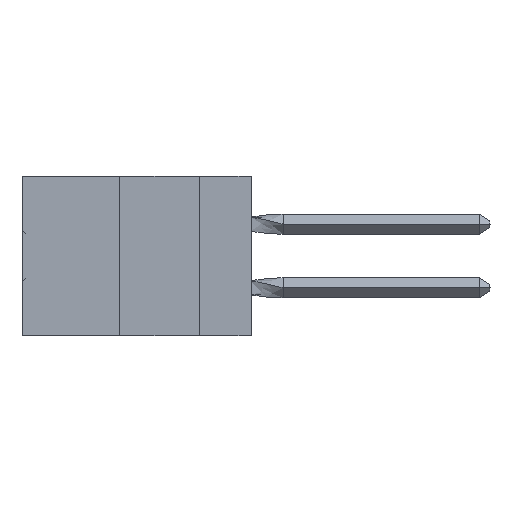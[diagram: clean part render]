
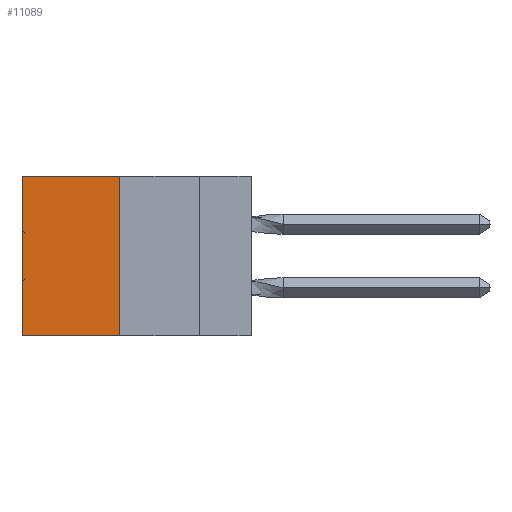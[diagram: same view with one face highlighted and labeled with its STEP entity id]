
A CAD part, left-side view. The second image highlights one B-rep face of the part: STEP entity #11089.
In plain terms, the highlighted planar face has unit normal (-1, 0, 0).
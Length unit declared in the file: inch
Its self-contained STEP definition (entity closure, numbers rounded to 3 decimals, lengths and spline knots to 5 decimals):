
#1638 = FACE_OUTER_BOUND ( 'NONE', #10714, .T. ) ;
#5531 = DIRECTION ( 'NONE',  ( 0., 0., -1. ) ) ;
#7059 = PLANE ( 'NONE',  #31655 ) ;
#7858 = CARTESIAN_POINT ( 'NONE',  ( 0.305, 0.413, 0. ) ) ;
#9670 = EDGE_CURVE ( 'NONE', #17545, #49662, #23947, .T. ) ;
#10714 = EDGE_LOOP ( 'NONE', ( #47131, #28521, #32559, #54249 ) ) ;
#11089 = ADVANCED_FACE ( 'NONE', ( #1638 ), #7059, .F. ) ;
#11726 = DIRECTION ( 'NONE',  ( 1., 0., 0. ) ) ;
#12897 = CARTESIAN_POINT ( 'NONE',  ( 0.305, 0.413, -0.5 ) ) ;
#15455 = DIRECTION ( 'NONE',  ( 0., 0., -1. ) ) ;
#17545 = VERTEX_POINT ( 'NONE', #35983 ) ;
#18329 = CARTESIAN_POINT ( 'NONE',  ( 0.305, 0.72, 0. ) ) ;
#18462 = VECTOR ( 'NONE', #37933, 39.37008 ) ;
#20904 = VECTOR ( 'NONE', #5531, 39.37008 ) ;
#20992 = EDGE_CURVE ( 'NONE', #33173, #40603, #32347, .T. ) ;
#23947 = LINE ( 'NONE', #43632, #32722 ) ;
#28521 = ORIENTED_EDGE ( 'NONE', *, *, #33754, .F. ) ;
#30487 = CARTESIAN_POINT ( 'NONE',  ( 0.305, 0.72, -0.5 ) ) ;
#31655 = AXIS2_PLACEMENT_3D ( 'NONE', #37476, #11726, #15455 ) ;
#32347 = LINE ( 'NONE', #48472, #20904 ) ;
#32559 = ORIENTED_EDGE ( 'NONE', *, *, #9670, .F. ) ;
#32722 = VECTOR ( 'NONE', #41406, 39.37008 ) ;
#32737 = CARTESIAN_POINT ( 'NONE',  ( 0.305, 0.413, -0.5 ) ) ;
#33139 = VECTOR ( 'NONE', #43252, 39.37008 ) ;
#33173 = VERTEX_POINT ( 'NONE', #18329 ) ;
#33754 = EDGE_CURVE ( 'NONE', #49662, #40603, #49457, .T. ) ;
#35983 = CARTESIAN_POINT ( 'NONE',  ( 0.305, 0.413, 0. ) ) ;
#37476 = CARTESIAN_POINT ( 'NONE',  ( 0.305, 0.413, -0.5 ) ) ;
#37933 = DIRECTION ( 'NONE',  ( 0., 1., 0. ) ) ;
#40603 = VERTEX_POINT ( 'NONE', #30487 ) ;
#41406 = DIRECTION ( 'NONE',  ( 0., 0., -1. ) ) ;
#43064 = EDGE_CURVE ( 'NONE', #17545, #33173, #50229, .T. ) ;
#43252 = DIRECTION ( 'NONE',  ( 0., 1., 0. ) ) ;
#43632 = CARTESIAN_POINT ( 'NONE',  ( 0.305, 0.413, -0.5 ) ) ;
#47131 = ORIENTED_EDGE ( 'NONE', *, *, #20992, .T. ) ;
#48472 = CARTESIAN_POINT ( 'NONE',  ( 0.305, 0.72, -0.5 ) ) ;
#49457 = LINE ( 'NONE', #12897, #33139 ) ;
#49662 = VERTEX_POINT ( 'NONE', #32737 ) ;
#50229 = LINE ( 'NONE', #7858, #18462 ) ;
#54249 = ORIENTED_EDGE ( 'NONE', *, *, #43064, .T. ) ;
